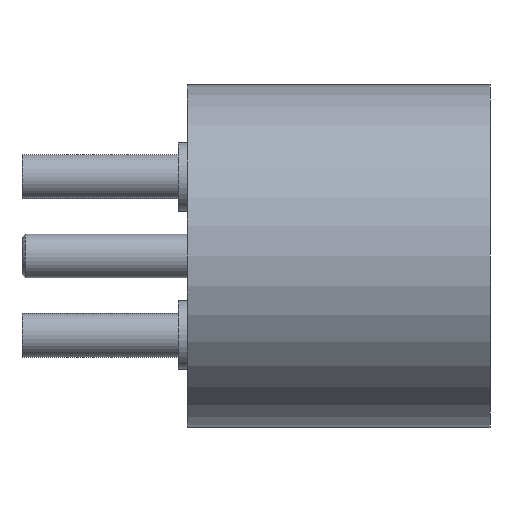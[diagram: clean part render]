
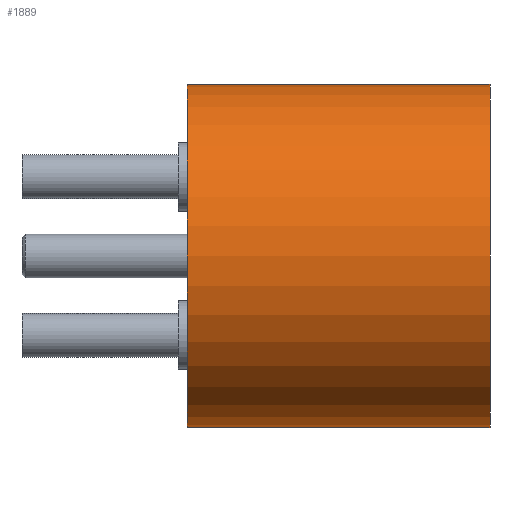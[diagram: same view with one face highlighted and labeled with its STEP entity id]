
A CAD part, front view. The second image highlights one B-rep face of the part: STEP entity #1889.
In plain terms, the highlighted cylindrical face has radius 2.75 mm (diameter 5.5 mm), a partial arc.
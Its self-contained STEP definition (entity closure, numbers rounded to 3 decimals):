
#113 = EDGE_CURVE ( 'NONE', #300, #2272, #353, .T. ) ;
#300 = VERTEX_POINT ( 'NONE', #2002 ) ;
#322 = AXIS2_PLACEMENT_3D ( 'NONE', #973, #2709, #1446 ) ;
#353 = LINE ( 'NONE', #1878, #980 ) ;
#435 = CYLINDRICAL_SURFACE ( 'NONE', #2015, 2.75 ) ;
#473 = LINE ( 'NONE', #3095, #3035 ) ;
#484 = ORIENTED_EDGE ( 'NONE', *, *, #1283, .F. ) ;
#512 = VERTEX_POINT ( 'NONE', #2621 ) ;
#778 = CARTESIAN_POINT ( 'NONE',  ( -2.75, 0., 0. ) ) ;
#899 = CIRCLE ( 'NONE', #322, 2.75 ) ;
#973 = CARTESIAN_POINT ( 'NONE',  ( 0., 0., 0. ) ) ;
#980 = VECTOR ( 'NONE', #2378, 1000. ) ;
#1274 = DIRECTION ( 'NONE',  ( 1., 0., 0. ) ) ;
#1283 = EDGE_CURVE ( 'NONE', #2508, #2272, #899, .T. ) ;
#1446 = DIRECTION ( 'NONE',  ( 1., 0., 0. ) ) ;
#1571 = DIRECTION ( 'NONE',  ( 1., 0., 0. ) ) ;
#1639 = CARTESIAN_POINT ( 'NONE',  ( 2.75, 0., 0. ) ) ;
#1878 = CARTESIAN_POINT ( 'NONE',  ( 2.75, 0., 0. ) ) ;
#1889 = ADVANCED_FACE ( 'NONE', ( #2478 ), #435, .T. ) ;
#2002 = CARTESIAN_POINT ( 'NONE',  ( 2.75, 0., -4.85 ) ) ;
#2007 = EDGE_CURVE ( 'NONE', #512, #300, #2759, .T. ) ;
#2015 = AXIS2_PLACEMENT_3D ( 'NONE', #2032, #3029, #1274 ) ;
#2031 = EDGE_CURVE ( 'NONE', #512, #2508, #473, .T. ) ;
#2032 = CARTESIAN_POINT ( 'NONE',  ( 0., 0., 0. ) ) ;
#2038 = EDGE_LOOP ( 'NONE', ( #3170, #3054, #3026, #484 ) ) ;
#2042 = CARTESIAN_POINT ( 'NONE',  ( 0., 0., -4.85 ) ) ;
#2075 = AXIS2_PLACEMENT_3D ( 'NONE', #2042, #2316, #1571 ) ;
#2272 = VERTEX_POINT ( 'NONE', #1639 ) ;
#2316 = DIRECTION ( 'NONE',  ( 0., 0., 1. ) ) ;
#2378 = DIRECTION ( 'NONE',  ( 0., 0., 1. ) ) ;
#2478 = FACE_OUTER_BOUND ( 'NONE', #2038, .T. ) ;
#2508 = VERTEX_POINT ( 'NONE', #778 ) ;
#2621 = CARTESIAN_POINT ( 'NONE',  ( -2.75, 0., -4.85 ) ) ;
#2709 = DIRECTION ( 'NONE',  ( 0., 0., 1. ) ) ;
#2759 = CIRCLE ( 'NONE', #2075, 2.75 ) ;
#2811 = DIRECTION ( 'NONE',  ( 0., 0., 1. ) ) ;
#3026 = ORIENTED_EDGE ( 'NONE', *, *, #113, .T. ) ;
#3029 = DIRECTION ( 'NONE',  ( 0., 0., 1. ) ) ;
#3035 = VECTOR ( 'NONE', #2811, 1000. ) ;
#3054 = ORIENTED_EDGE ( 'NONE', *, *, #2007, .T. ) ;
#3095 = CARTESIAN_POINT ( 'NONE',  ( -2.75, 0., 0. ) ) ;
#3170 = ORIENTED_EDGE ( 'NONE', *, *, #2031, .F. ) ;
